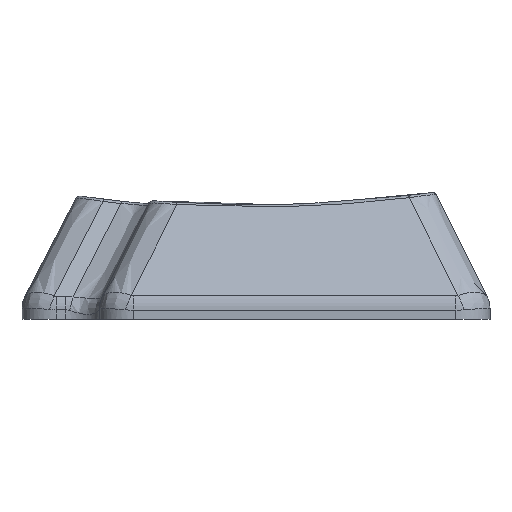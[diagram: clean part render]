
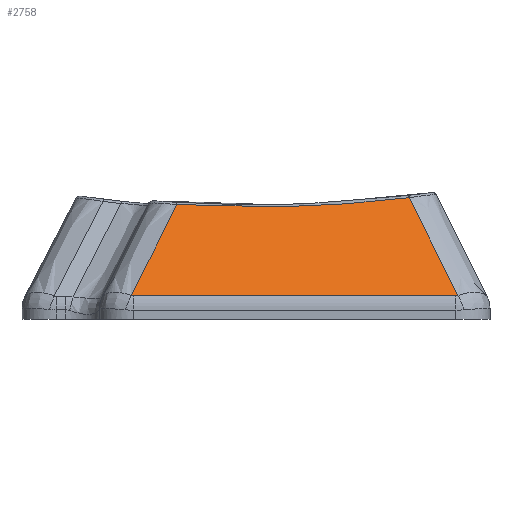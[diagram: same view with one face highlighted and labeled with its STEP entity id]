
A CAD part, front view. The second image highlights one B-rep face of the part: STEP entity #2758.
In plain terms, the highlighted planar face has unit normal (0, -0.83, 0.558).
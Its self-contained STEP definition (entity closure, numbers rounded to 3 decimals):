
#15=PLANE('',#2928);
#220=ELLIPSE('',#2920,0.896,0.5);
#222=ELLIPSE('',#2925,0.896,0.5);
#258=LINE('',#4896,#391);
#391=VECTOR('',#3140,10.);
#540=FACE_OUTER_BOUND('',#684,.T.);
#684=EDGE_LOOP('',(#2030,#2031,#2032,#2033,#2034,#2035));
#917=B_SPLINE_CURVE_WITH_KNOTS('',3,(#5097,#5098,#5099,#5100),
 .UNSPECIFIED.,.F.,.F.,(4,4),(-0.756,-0.06),
 .UNSPECIFIED.);
#919=B_SPLINE_CURVE_WITH_KNOTS('',3,(#5109,#5110,#5111,#5112),
 .UNSPECIFIED.,.F.,.F.,(4,4),(0.072,0.821),
 .UNSPECIFIED.);
#920=B_SPLINE_CURVE_WITH_KNOTS('',3,(#5113,#5114,#5115,#5116),
 .UNSPECIFIED.,.F.,.F.,(4,4),(-1.368,0.),
 .UNSPECIFIED.);
#1175=VERTEX_POINT('',#4855);
#1177=VERTEX_POINT('',#4886);
#1179=VERTEX_POINT('',#4892);
#1181=VERTEX_POINT('',#4913);
#1189=VERTEX_POINT('',#5096);
#1190=VERTEX_POINT('',#5108);
#1515=EDGE_CURVE('',#1175,#1177,#220,.T.);
#1518=EDGE_CURVE('',#1177,#1179,#258,.T.);
#1521=EDGE_CURVE('',#1179,#1181,#222,.T.);
#1536=EDGE_CURVE('',#1181,#1189,#917,.T.);
#1538=EDGE_CURVE('',#1190,#1175,#919,.T.);
#1539=EDGE_CURVE('',#1189,#1190,#920,.T.);
#2030=ORIENTED_EDGE('',*,*,#1521,.F.);
#2031=ORIENTED_EDGE('',*,*,#1518,.F.);
#2032=ORIENTED_EDGE('',*,*,#1515,.F.);
#2033=ORIENTED_EDGE('',*,*,#1538,.F.);
#2034=ORIENTED_EDGE('',*,*,#1539,.F.);
#2035=ORIENTED_EDGE('',*,*,#1536,.F.);
#2758=ADVANCED_FACE('',(#540),#15,.F.);
#2920=AXIS2_PLACEMENT_3D('',#4890,#3133,#3134);
#2925=AXIS2_PLACEMENT_3D('',#4917,#3145,#3146);
#2928=AXIS2_PLACEMENT_3D('',#5107,#3151,#3152);
#3133=DIRECTION('center_axis',(0.,0.83,-0.558));
#3134=DIRECTION('ref_axis',(0.,-0.558,-0.83));
#3140=DIRECTION('',(-1.,0.,0.));
#3145=DIRECTION('center_axis',(0.,0.83,-0.558));
#3146=DIRECTION('ref_axis',(0.,-0.558,-0.83));
#3151=DIRECTION('center_axis',(0.,0.83,-0.558));
#3152=DIRECTION('ref_axis',(-1.,0.,0.));
#4855=CARTESIAN_POINT('',(9.583,-18.335,0.402));
#4886=CARTESIAN_POINT('',(9.462,-18.35,0.38));
#4890=CARTESIAN_POINT('Origin',(9.462,-17.85,1.123));
#4892=CARTESIAN_POINT('',(-9.462,-18.35,0.38));
#4896=CARTESIAN_POINT('',(1.611,-18.35,0.38));
#4913=CARTESIAN_POINT('',(-9.583,-18.335,0.402));
#4917=CARTESIAN_POINT('Origin',(-9.462,-17.85,1.123));
#5096=CARTESIAN_POINT('',(-6.924,-14.744,5.74));
#5097=CARTESIAN_POINT('Ctrl Pts',(-9.583,-18.335,0.402));
#5098=CARTESIAN_POINT('Ctrl Pts',(-8.697,-17.138,2.181));
#5099=CARTESIAN_POINT('Ctrl Pts',(-7.811,-15.941,3.96));
#5100=CARTESIAN_POINT('Ctrl Pts',(-6.924,-14.744,5.74));
#5107=CARTESIAN_POINT('Origin',(-8.239,-14.239,6.49));
#5108=CARTESIAN_POINT('',(6.721,-14.469,6.148));
#5109=CARTESIAN_POINT('Ctrl Pts',(6.721,-14.469,6.148));
#5110=CARTESIAN_POINT('Ctrl Pts',(7.675,-15.758,4.232));
#5111=CARTESIAN_POINT('Ctrl Pts',(8.63,-17.046,2.317));
#5112=CARTESIAN_POINT('Ctrl Pts',(9.583,-18.335,0.402));
#5113=CARTESIAN_POINT('Ctrl Pts',(-6.924,-14.744,5.74));
#5114=CARTESIAN_POINT('Ctrl Pts',(-2.377,-14.939,5.449));
#5115=CARTESIAN_POINT('Ctrl Pts',(2.21,-14.847,5.587));
#5116=CARTESIAN_POINT('Ctrl Pts',(6.721,-14.469,6.148));
